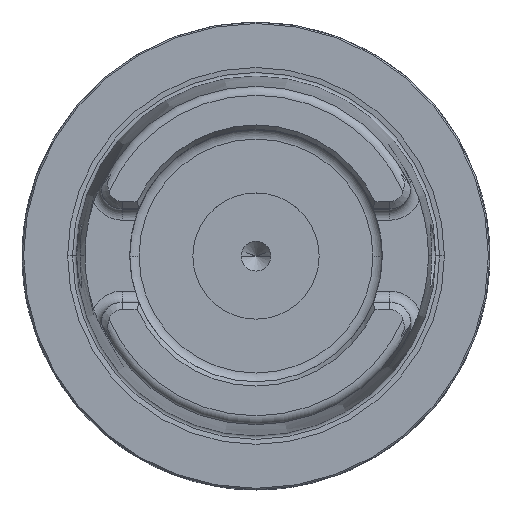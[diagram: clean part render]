
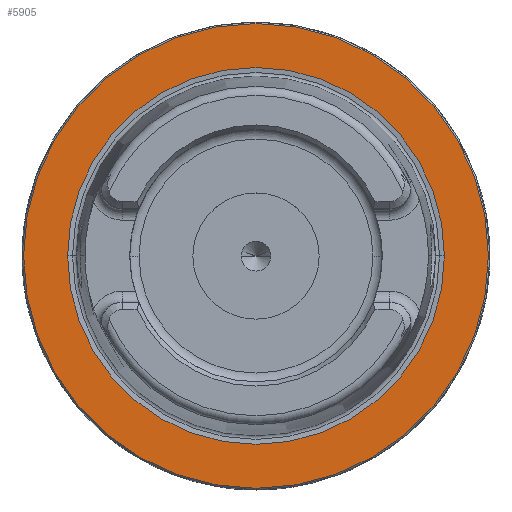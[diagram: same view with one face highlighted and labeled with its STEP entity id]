
A CAD part, top view. The second image highlights one B-rep face of the part: STEP entity #5905.
In plain terms, the highlighted planar face has unit normal (0, 0, 1).
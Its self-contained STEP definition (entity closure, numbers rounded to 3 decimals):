
#1725=CARTESIAN_POINT('',(0.,0.,0.));
#1726=DIRECTION('',(0.,0.,1.));
#1727=DIRECTION('',(1.,0.,0.));
#1728=AXIS2_PLACEMENT_3D('',#1725,#1726,#1727);
#1741=CARTESIAN_POINT('',(0.,0.,0.));
#1742=DIRECTION('',(0.,0.,-1.));
#1743=DIRECTION('',(1.,0.,0.));
#1744=AXIS2_PLACEMENT_3D('',#1741,#1742,#1743);
#1763=CARTESIAN_POINT('',(0.,0.,0.));
#1764=DIRECTION('',(0.,0.,1.));
#1765=DIRECTION('',(1.,0.,0.));
#1766=AXIS2_PLACEMENT_3D('',#1763,#1764,#1765);
#4357=CARTESIAN_POINT('',(0.,0.,0.));
#4358=DIRECTION('',(0.,0.,-1.));
#4359=DIRECTION('',(1.,0.,0.));
#4360=AXIS2_PLACEMENT_3D('',#4357,#4358,#4359);
#4387=CARTESIAN_POINT('',(25.374,0.,0.));
#4389=VERTEX_POINT('',#4387);
#4399=CARTESIAN_POINT('',(-25.374,0.,0.));
#4401=VERTEX_POINT('',#4399);
#4635=CARTESIAN_POINT('',(31.3,0.,0.));
#4636=CARTESIAN_POINT('',(-31.3,0.,0.));
#4637=VERTEX_POINT('',#4635);
#4638=VERTEX_POINT('',#4636);
#5889=CARTESIAN_POINT('',(0.,0.,0.));
#5890=DIRECTION('',(0.,0.,-1.));
#5891=DIRECTION('',(-1.,0.,0.));
#5892=AXIS2_PLACEMENT_3D('',#5889,#5890,#5891);
#5893=PLANE('',#5892);
#5894=ORIENTED_EDGE('',*,*,#5879,.F.);
#5896=ORIENTED_EDGE('',*,*,#5895,.T.);
#5897=EDGE_LOOP('',(#5894,#5896));
#5898=FACE_OUTER_BOUND('',#5897,.F.);
#5900=ORIENTED_EDGE('',*,*,#5899,.F.);
#5902=ORIENTED_EDGE('',*,*,#5901,.T.);
#5903=EDGE_LOOP('',(#5900,#5902));
#5904=FACE_BOUND('',#5903,.F.);
#1729=CIRCLE('',#1728,31.3);
#1745=CIRCLE('',#1744,25.374);
#1767=CIRCLE('',#1766,25.374);
#4361=CIRCLE('',#4360,31.3);
#5879=EDGE_CURVE('',#4637,#4638,#1729,.T.);
#5895=EDGE_CURVE('',#4637,#4638,#4361,.T.);
#5899=EDGE_CURVE('',#4389,#4401,#1745,.T.);
#5901=EDGE_CURVE('',#4389,#4401,#1767,.T.);
#5905=ADVANCED_FACE('',(#5898,#5904),#5893,.F.);
